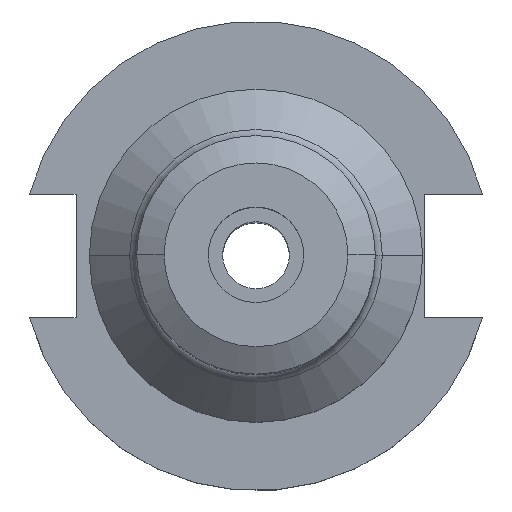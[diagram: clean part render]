
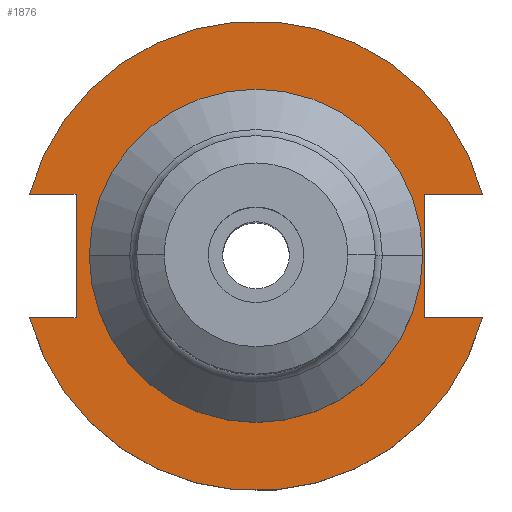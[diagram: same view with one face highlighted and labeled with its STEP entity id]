
A CAD part, top view. The second image highlights one B-rep face of the part: STEP entity #1876.
In plain terms, the highlighted planar face has unit normal (0, 0, 1).
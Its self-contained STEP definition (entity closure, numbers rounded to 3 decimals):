
#4 = EDGE_CURVE ( 'NONE', #1421, #85, #1003, .T. ) ;
#17 = CIRCLE ( 'NONE', #883, 49.212 ) ;
#36 = CARTESIAN_POINT ( 'NONE',  ( -47.477, 12.954, 19.05 ) ) ;
#39 = VECTOR ( 'NONE', #150, 1000. ) ;
#62 = CIRCLE ( 'NONE', #1311, 49.212 ) ;
#85 = VERTEX_POINT ( 'NONE', #631 ) ;
#150 = DIRECTION ( 'NONE',  ( -1., 0., 0. ) ) ;
#152 = CARTESIAN_POINT ( 'NONE',  ( 0., 0., 19.05 ) ) ;
#212 = FACE_BOUND ( 'NONE', #1620, .T. ) ;
#217 = DIRECTION ( 'NONE',  ( 0., 0., 1. ) ) ;
#237 = VECTOR ( 'NONE', #1706, 1000. ) ;
#290 = CARTESIAN_POINT ( 'NONE',  ( 0., 0., 19.05 ) ) ;
#306 = DIRECTION ( 'NONE',  ( 1., 0., 0. ) ) ;
#405 = VECTOR ( 'NONE', #1261, 1000. ) ;
#435 = DIRECTION ( 'NONE',  ( 0., 0., 1. ) ) ;
#465 = FACE_OUTER_BOUND ( 'NONE', #589, .T. ) ;
#468 = LINE ( 'NONE', #1058, #39 ) ;
#469 = ORIENTED_EDGE ( 'NONE', *, *, #1062, .F. ) ;
#525 = DIRECTION ( 'NONE',  ( 0., 0., 1. ) ) ;
#543 = EDGE_CURVE ( 'NONE', #812, #1176, #1894, .T. ) ;
#589 = EDGE_LOOP ( 'NONE', ( #877, #469, #818, #1710, #1050, #1242, #1691, #614 ) ) ;
#614 = ORIENTED_EDGE ( 'NONE', *, *, #1761, .F. ) ;
#631 = CARTESIAN_POINT ( 'NONE',  ( -34.925, 0., 19.05 ) ) ;
#636 = EDGE_CURVE ( 'NONE', #1394, #1759, #17, .T. ) ;
#678 = CARTESIAN_POINT ( 'NONE',  ( 0., 0., 19.05 ) ) ;
#713 = CARTESIAN_POINT ( 'NONE',  ( 47.477, 12.954, 19.05 ) ) ;
#716 = CARTESIAN_POINT ( 'NONE',  ( 35.306, -12.954, 19.05 ) ) ;
#761 = DIRECTION ( 'NONE',  ( 0., 0., 1. ) ) ;
#773 = ORIENTED_EDGE ( 'NONE', *, *, #4, .F. ) ;
#791 = VERTEX_POINT ( 'NONE', #36 ) ;
#804 = CARTESIAN_POINT ( 'NONE',  ( -47.477, -12.954, 19.05 ) ) ;
#812 = VERTEX_POINT ( 'NONE', #1115 ) ;
#818 = ORIENTED_EDGE ( 'NONE', *, *, #1335, .F. ) ;
#826 = DIRECTION ( 'NONE',  ( 1., 0., 0. ) ) ;
#877 = ORIENTED_EDGE ( 'NONE', *, *, #636, .T. ) ;
#883 = AXIS2_PLACEMENT_3D ( 'NONE', #152, #902, #1229 ) ;
#902 = DIRECTION ( 'NONE',  ( 0., 0., 1. ) ) ;
#907 = DIRECTION ( 'NONE',  ( 1., 0., 0. ) ) ;
#949 = CARTESIAN_POINT ( 'NONE',  ( 35.306, -12.954, 19.05 ) ) ;
#990 = DIRECTION ( 'NONE',  ( 1., 0., 0. ) ) ;
#1003 = CIRCLE ( 'NONE', #1603, 34.925 ) ;
#1045 = AXIS2_PLACEMENT_3D ( 'NONE', #1786, #217, #990 ) ;
#1050 = ORIENTED_EDGE ( 'NONE', *, *, #1574, .T. ) ;
#1058 = CARTESIAN_POINT ( 'NONE',  ( -63.719, 12.954, 19.05 ) ) ;
#1062 = EDGE_CURVE ( 'NONE', #1266, #1759, #1150, .T. ) ;
#1115 = CARTESIAN_POINT ( 'NONE',  ( -37.719, -12.954, 19.05 ) ) ;
#1133 = PLANE ( 'NONE',  #1045 ) ;
#1150 = LINE ( 'NONE', #716, #1499 ) ;
#1176 = VERTEX_POINT ( 'NONE', #1863 ) ;
#1229 = DIRECTION ( 'NONE',  ( 1., 0., 0. ) ) ;
#1242 = ORIENTED_EDGE ( 'NONE', *, *, #1641, .F. ) ;
#1244 = CARTESIAN_POINT ( 'NONE',  ( 47.477, -12.954, 19.05 ) ) ;
#1254 = CARTESIAN_POINT ( 'NONE',  ( -63.719, -12.954, 19.05 ) ) ;
#1261 = DIRECTION ( 'NONE',  ( 0., -1., 0. ) ) ;
#1266 = VERTEX_POINT ( 'NONE', #949 ) ;
#1280 = CARTESIAN_POINT ( 'NONE',  ( 35.306, 12.954, 19.05 ) ) ;
#1311 = AXIS2_PLACEMENT_3D ( 'NONE', #290, #435, #1515 ) ;
#1322 = LINE ( 'NONE', #1897, #405 ) ;
#1335 = EDGE_CURVE ( 'NONE', #1356, #1266, #1322, .T. ) ;
#1356 = VERTEX_POINT ( 'NONE', #1280 ) ;
#1394 = VERTEX_POINT ( 'NONE', #804 ) ;
#1421 = VERTEX_POINT ( 'NONE', #1459 ) ;
#1459 = CARTESIAN_POINT ( 'NONE',  ( 34.925, 0., 19.05 ) ) ;
#1466 = EDGE_CURVE ( 'NONE', #85, #1421, #1677, .T. ) ;
#1473 = LINE ( 'NONE', #1522, #237 ) ;
#1489 = VERTEX_POINT ( 'NONE', #713 ) ;
#1499 = VECTOR ( 'NONE', #1825, 1000. ) ;
#1515 = DIRECTION ( 'NONE',  ( 1., 0., 0. ) ) ;
#1522 = CARTESIAN_POINT ( 'NONE',  ( 35.306, 12.954, 19.05 ) ) ;
#1566 = CARTESIAN_POINT ( 'NONE',  ( 0., 0., 19.05 ) ) ;
#1574 = EDGE_CURVE ( 'NONE', #1489, #791, #62, .T. ) ;
#1602 = ORIENTED_EDGE ( 'NONE', *, *, #1466, .F. ) ;
#1603 = AXIS2_PLACEMENT_3D ( 'NONE', #1566, #761, #907 ) ;
#1620 = EDGE_LOOP ( 'NONE', ( #773, #1602 ) ) ;
#1641 = EDGE_CURVE ( 'NONE', #1176, #791, #468, .T. ) ;
#1660 = DIRECTION ( 'NONE',  ( 0., 1., 0. ) ) ;
#1675 = CARTESIAN_POINT ( 'NONE',  ( -37.719, 12.954, 19.05 ) ) ;
#1677 = CIRCLE ( 'NONE', #1704, 34.925 ) ;
#1691 = ORIENTED_EDGE ( 'NONE', *, *, #543, .F. ) ;
#1704 = AXIS2_PLACEMENT_3D ( 'NONE', #678, #525, #826 ) ;
#1706 = DIRECTION ( 'NONE',  ( -1., 0., 0. ) ) ;
#1710 = ORIENTED_EDGE ( 'NONE', *, *, #1712, .F. ) ;
#1712 = EDGE_CURVE ( 'NONE', #1489, #1356, #1473, .T. ) ;
#1759 = VERTEX_POINT ( 'NONE', #1244 ) ;
#1761 = EDGE_CURVE ( 'NONE', #1394, #812, #1980, .T. ) ;
#1764 = VECTOR ( 'NONE', #1660, 1000. ) ;
#1786 = CARTESIAN_POINT ( 'NONE',  ( 0., 49.212, 19.05 ) ) ;
#1825 = DIRECTION ( 'NONE',  ( 1., 0., 0. ) ) ;
#1863 = CARTESIAN_POINT ( 'NONE',  ( -37.719, 12.954, 19.05 ) ) ;
#1876 = ADVANCED_FACE ( 'NONE', ( #212, #465 ), #1133, .T. ) ;
#1894 = LINE ( 'NONE', #1675, #1764 ) ;
#1897 = CARTESIAN_POINT ( 'NONE',  ( 35.306, 12.954, 19.05 ) ) ;
#1933 = VECTOR ( 'NONE', #306, 1000. ) ;
#1980 = LINE ( 'NONE', #1254, #1933 ) ;
